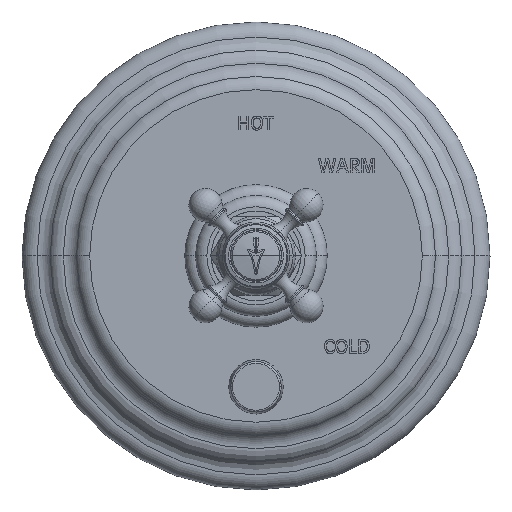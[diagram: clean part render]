
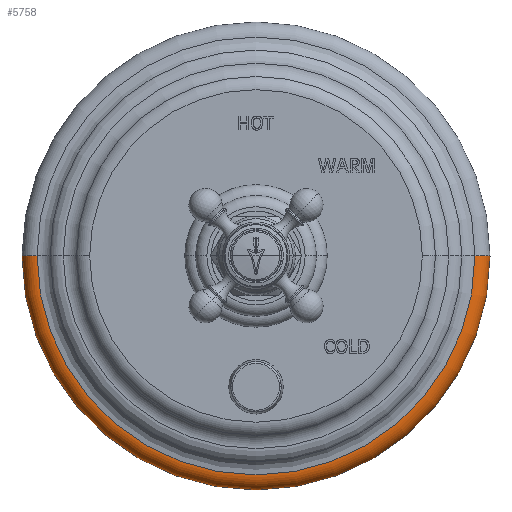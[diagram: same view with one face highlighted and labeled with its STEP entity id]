
A CAD part, top view. The second image highlights one B-rep face of the part: STEP entity #5758.
In plain terms, the highlighted toroidal (fillet/blend) face has major radius 92.075 mm and minor radius 6.35 mm.
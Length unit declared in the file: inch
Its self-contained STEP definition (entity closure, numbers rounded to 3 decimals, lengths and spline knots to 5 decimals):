
#2=CARTESIAN_POINT('',(0.,0.,0.));
#3=DIRECTION('',(0.,0.,-1.));
#4=DIRECTION('',(1.,0.,0.));
#5=AXIS2_PLACEMENT_3D('',#2,#3,#4);
#12=CARTESIAN_POINT('',(3.625,0.,0.));
#13=DIRECTION('',(0.,-1.,0.));
#14=DIRECTION('',(1.,0.,0.));
#15=AXIS2_PLACEMENT_3D('',#12,#13,#14);
#17=CARTESIAN_POINT('',(-3.625,0.,0.));
#18=DIRECTION('',(0.,1.,0.));
#19=DIRECTION('',(-1.,0.,0.));
#20=AXIS2_PLACEMENT_3D('',#17,#18,#19);
#37=CARTESIAN_POINT('',(0.,0.,0.25));
#38=DIRECTION('',(0.,0.,-1.));
#39=DIRECTION('',(1.,0.,0.));
#40=AXIS2_PLACEMENT_3D('',#37,#38,#39);
#4830=CARTESIAN_POINT('',(3.625,0.,0.25));
#4832=VERTEX_POINT('',#4830);
#4840=CARTESIAN_POINT('',(-3.625,0.,0.25));
#4842=VERTEX_POINT('',#4840);
#5302=CARTESIAN_POINT('',(3.875,0.,0.));
#5303=CARTESIAN_POINT('',(-3.875,0.,0.));
#5304=VERTEX_POINT('',#5302);
#5305=VERTEX_POINT('',#5303);
#5743=CARTESIAN_POINT('',(0.,0.,0.));
#5744=DIRECTION('',(0.,0.,-1.));
#5745=DIRECTION('',(-1.,0.,0.));
#5746=AXIS2_PLACEMENT_3D('',#5743,#5744,#5745);
#5747=TOROIDAL_SURFACE('',#5746,3.625,0.25);
#5749=ORIENTED_EDGE('',*,*,#5748,.T.);
#5751=ORIENTED_EDGE('',*,*,#5750,.T.);
#5753=ORIENTED_EDGE('',*,*,#5752,.F.);
#5755=ORIENTED_EDGE('',*,*,#5754,.F.);
#5756=EDGE_LOOP('',(#5749,#5751,#5753,#5755));
#5757=FACE_OUTER_BOUND('',#5756,.F.);
#5758=ADVANCED_FACE('',(#5757),#5747,.T.);
#6=CIRCLE('',#5,3.875);
#16=CIRCLE('',#15,0.25);
#21=CIRCLE('',#20,0.25);
#41=CIRCLE('',#40,3.625);
#5748=EDGE_CURVE('',#5304,#5305,#6,.T.);
#5750=EDGE_CURVE('',#5305,#4842,#21,.T.);
#5752=EDGE_CURVE('',#4832,#4842,#41,.T.);
#5754=EDGE_CURVE('',#5304,#4832,#16,.T.);
